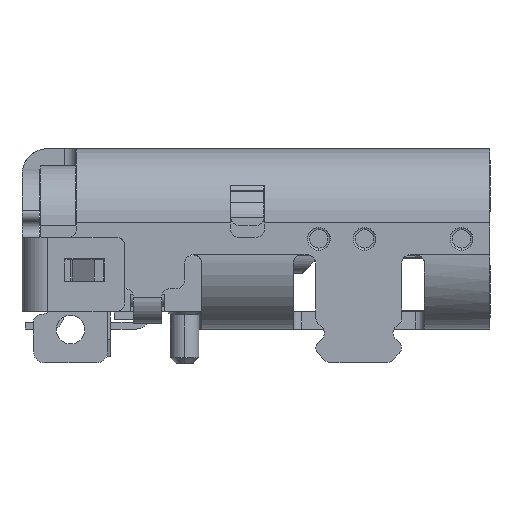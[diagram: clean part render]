
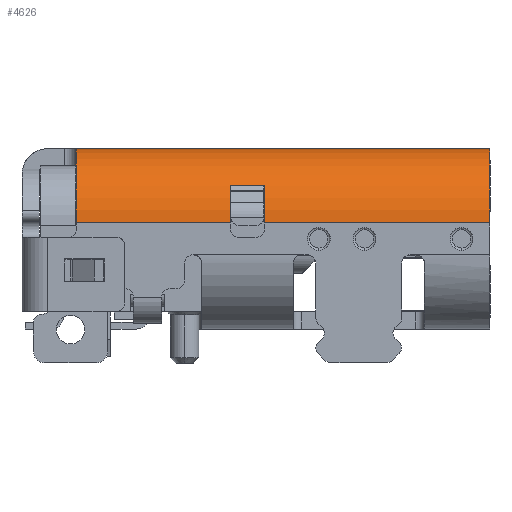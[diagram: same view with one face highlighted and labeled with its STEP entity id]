
A CAD part, left-side view. The second image highlights one B-rep face of the part: STEP entity #4626.
In plain terms, the highlighted cylindrical face has radius 1.3 mm (diameter 2.6 mm), a partial arc.
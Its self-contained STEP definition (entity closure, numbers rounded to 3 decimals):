
#368 = VERTEX_POINT ( 'NONE', #6644 ) ;
#1733 = EDGE_CURVE ( 'NONE', #12084, #9198, #7818, .T. ) ;
#1858 = VERTEX_POINT ( 'NONE', #8579 ) ;
#2447 = EDGE_CURVE ( 'NONE', #1858, #12084, #39432, .T. ) ;
#3365 = VECTOR ( 'NONE', #12482, 1000. ) ;
#4034 = LINE ( 'NONE', #31224, #35249 ) ;
#4381 = LINE ( 'NONE', #38726, #21926 ) ;
#4463 = AXIS2_PLACEMENT_3D ( 'NONE', #16338, #38149, #19506 ) ;
#4626 = ADVANCED_FACE ( 'NONE', ( #32509 ), #31516, .T. ) ;
#4653 = ORIENTED_EDGE ( 'NONE', *, *, #1733, .T. ) ;
#5183 = CARTESIAN_POINT ( 'NONE',  ( -4.553, -3.78, 8.62 ) ) ;
#6153 = DIRECTION ( 'NONE',  ( 0., 1., 0. ) ) ;
#6644 = CARTESIAN_POINT ( 'NONE',  ( -4.378, 0.18, 9.27 ) ) ;
#7483 = EDGE_LOOP ( 'NONE', ( #28703, #28422, #37367, #38881, #19064, #35314, #36400, #4653, #30792, #21801 ) ) ;
#7818 = LINE ( 'NONE', #39404, #9774 ) ;
#7955 = CARTESIAN_POINT ( 'NONE',  ( -4.378, 0.76, 9.27 ) ) ;
#8235 = VERTEX_POINT ( 'NONE', #5183 ) ;
#8376 = CARTESIAN_POINT ( 'NONE',  ( -4.378, 0.77, 9.27 ) ) ;
#8579 = CARTESIAN_POINT ( 'NONE',  ( -3.253, 3.47, 9.92 ) ) ;
#9198 = VERTEX_POINT ( 'NONE', #29572 ) ;
#9660 = VERTEX_POINT ( 'NONE', #38108 ) ;
#9774 = VECTOR ( 'NONE', #37885, 1000. ) ;
#9886 = CARTESIAN_POINT ( 'NONE',  ( -3.253, -3.78, 8.62 ) ) ;
#10609 = EDGE_CURVE ( 'NONE', #19530, #368, #11635, .T. ) ;
#10622 = DIRECTION ( 'NONE',  ( 0., -1., 0. ) ) ;
#10649 = EDGE_CURVE ( 'NONE', #24632, #19530, #10658, .T. ) ;
#10658 = LINE ( 'NONE', #28286, #36531 ) ;
#10853 = AXIS2_PLACEMENT_3D ( 'NONE', #24810, #6153, #27928 ) ;
#11635 = LINE ( 'NONE', #34308, #3365 ) ;
#12084 = VERTEX_POINT ( 'NONE', #14136 ) ;
#12480 = VERTEX_POINT ( 'NONE', #19436 ) ;
#12482 = DIRECTION ( 'NONE',  ( 0., -1., 0. ) ) ;
#13011 = DIRECTION ( 'NONE',  ( 0., 0., -1. ) ) ;
#14136 = CARTESIAN_POINT ( 'NONE',  ( -4.553, 3.47, 8.62 ) ) ;
#14739 = CIRCLE ( 'NONE', #4463, 1.3 ) ;
#14962 = CARTESIAN_POINT ( 'NONE',  ( -4.553, 0.17, 8.62 ) ) ;
#16153 = EDGE_CURVE ( 'NONE', #368, #12480, #4381, .T. ) ;
#16338 = CARTESIAN_POINT ( 'NONE',  ( -3.253, 0.17, 8.62 ) ) ;
#17534 = CARTESIAN_POINT ( 'NONE',  ( -3.253, 0.095, 9.92 ) ) ;
#18041 = AXIS2_PLACEMENT_3D ( 'NONE', #29306, #10622, #32432 ) ;
#19064 = ORIENTED_EDGE ( 'NONE', *, *, #20693, .T. ) ;
#19436 = CARTESIAN_POINT ( 'NONE',  ( -4.378, 0.17, 9.27 ) ) ;
#19506 = DIRECTION ( 'NONE',  ( 0., 0., -1. ) ) ;
#19530 = VERTEX_POINT ( 'NONE', #7955 ) ;
#19792 = DIRECTION ( 'NONE',  ( 0., -1., 0. ) ) ;
#20090 = DIRECTION ( 'NONE',  ( 0., -1., 0. ) ) ;
#20661 = DIRECTION ( 'NONE',  ( 0., -1., 0. ) ) ;
#20693 = EDGE_CURVE ( 'NONE', #8235, #9660, #21419, .T. ) ;
#21304 = VECTOR ( 'NONE', #20661, 1000. ) ;
#21419 = CIRCLE ( 'NONE', #30384, 1.3 ) ;
#21801 = ORIENTED_EDGE ( 'NONE', *, *, #10649, .T. ) ;
#21817 = DIRECTION ( 'NONE',  ( 0., -1., 0. ) ) ;
#21926 = VECTOR ( 'NONE', #19792, 1000. ) ;
#22058 = EDGE_CURVE ( 'NONE', #1858, #9660, #36907, .T. ) ;
#24632 = VERTEX_POINT ( 'NONE', #8376 ) ;
#24810 = CARTESIAN_POINT ( 'NONE',  ( -3.253, 0.77, 8.62 ) ) ;
#25261 = EDGE_CURVE ( 'NONE', #27802, #8235, #4034, .T. ) ;
#25407 = EDGE_CURVE ( 'NONE', #12480, #27802, #14739, .T. ) ;
#27802 = VERTEX_POINT ( 'NONE', #14962 ) ;
#27928 = DIRECTION ( 'NONE',  ( 0., 0., -1. ) ) ;
#28286 = CARTESIAN_POINT ( 'NONE',  ( -4.378, 3.615, 9.27 ) ) ;
#28422 = ORIENTED_EDGE ( 'NONE', *, *, #16153, .T. ) ;
#28703 = ORIENTED_EDGE ( 'NONE', *, *, #10609, .T. ) ;
#29306 = CARTESIAN_POINT ( 'NONE',  ( -3.253, 3.47, 8.62 ) ) ;
#29572 = CARTESIAN_POINT ( 'NONE',  ( -4.553, 0.77, 8.62 ) ) ;
#30384 = AXIS2_PLACEMENT_3D ( 'NONE', #9886, #31690, #13011 ) ;
#30624 = AXIS2_PLACEMENT_3D ( 'NONE', #35647, #20090, #38759 ) ;
#30792 = ORIENTED_EDGE ( 'NONE', *, *, #35156, .T. ) ;
#31224 = CARTESIAN_POINT ( 'NONE',  ( -4.553, 3.615, 8.62 ) ) ;
#31425 = DIRECTION ( 'NONE',  ( 0., -1., 0. ) ) ;
#31516 = CYLINDRICAL_SURFACE ( 'NONE', #30624, 1.3 ) ;
#31690 = DIRECTION ( 'NONE',  ( 0., 1., 0. ) ) ;
#32432 = DIRECTION ( 'NONE',  ( 0., 0., -1. ) ) ;
#32460 = CIRCLE ( 'NONE', #10853, 1.3 ) ;
#32509 = FACE_OUTER_BOUND ( 'NONE', #7483, .T. ) ;
#34308 = CARTESIAN_POINT ( 'NONE',  ( -4.378, 3.615, 9.27 ) ) ;
#35156 = EDGE_CURVE ( 'NONE', #9198, #24632, #32460, .T. ) ;
#35249 = VECTOR ( 'NONE', #21817, 1000. ) ;
#35314 = ORIENTED_EDGE ( 'NONE', *, *, #22058, .F. ) ;
#35647 = CARTESIAN_POINT ( 'NONE',  ( -3.253, 3.615, 8.62 ) ) ;
#36400 = ORIENTED_EDGE ( 'NONE', *, *, #2447, .T. ) ;
#36531 = VECTOR ( 'NONE', #31425, 1000. ) ;
#36907 = LINE ( 'NONE', #17534, #21304 ) ;
#37367 = ORIENTED_EDGE ( 'NONE', *, *, #25407, .T. ) ;
#37885 = DIRECTION ( 'NONE',  ( 0., -1., 0. ) ) ;
#38108 = CARTESIAN_POINT ( 'NONE',  ( -3.253, -3.78, 9.92 ) ) ;
#38149 = DIRECTION ( 'NONE',  ( 0., -1., 0. ) ) ;
#38726 = CARTESIAN_POINT ( 'NONE',  ( -4.378, 3.615, 9.27 ) ) ;
#38759 = DIRECTION ( 'NONE',  ( 0., 0., -1. ) ) ;
#38881 = ORIENTED_EDGE ( 'NONE', *, *, #25261, .T. ) ;
#39404 = CARTESIAN_POINT ( 'NONE',  ( -4.553, 3.615, 8.62 ) ) ;
#39432 = CIRCLE ( 'NONE', #18041, 1.3 ) ;
